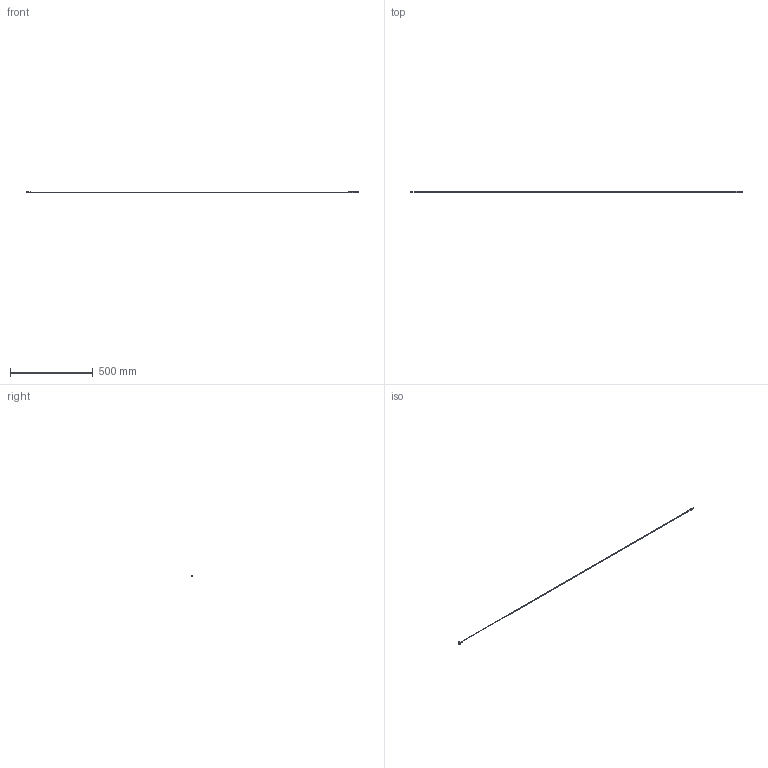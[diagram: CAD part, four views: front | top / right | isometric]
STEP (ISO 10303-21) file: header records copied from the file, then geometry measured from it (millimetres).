
FILE_DESCRIPTION( ( 'STEP AP214' ), '1' );
FILE_NAME( 'SSB16KN12X10H.step', '2018-09-05T04:12:14', ( ' ' ), ( ' ' ), 'XStep 1.0', ' ', ' ' );
FILE_SCHEMA( ( 'automotive_design' ) );
Length unit declared in the file: millimetre
Products named in the file (1): 1
Bounding box: 2012 x 11.99 x 10 mm (x, y, z)
Volume: 12146.6 mm3; surface area: 16971.1 mm2
Topology: 1 solids, 1 shells, 72 faces, 166 edges, 110 vertices
Faces by surface type: plane 26, cylinder 21, torus 13, cone 11, sphere 1
Full cylindrical faces by diameter (mm): 2.5 x1, 3.8 x1, 4 x1, 4.5 x1, 4.95 x1, 5 x1, 5.35 x1, 6 x2, 6.2 x1, 6.35 x2, 6.4 x1, 6.8 x1
Entity records: 2504 total; most frequent: CARTESIAN_POINT 515, DIRECTION 292, ORIENTED_EDGE 240, AXIS2_PLACEMENT_3D 135, EDGE_CURVE 120, EDGE_LOOP 114, VERTEX_POINT 92, FACE_OUTER_BOUND 91
